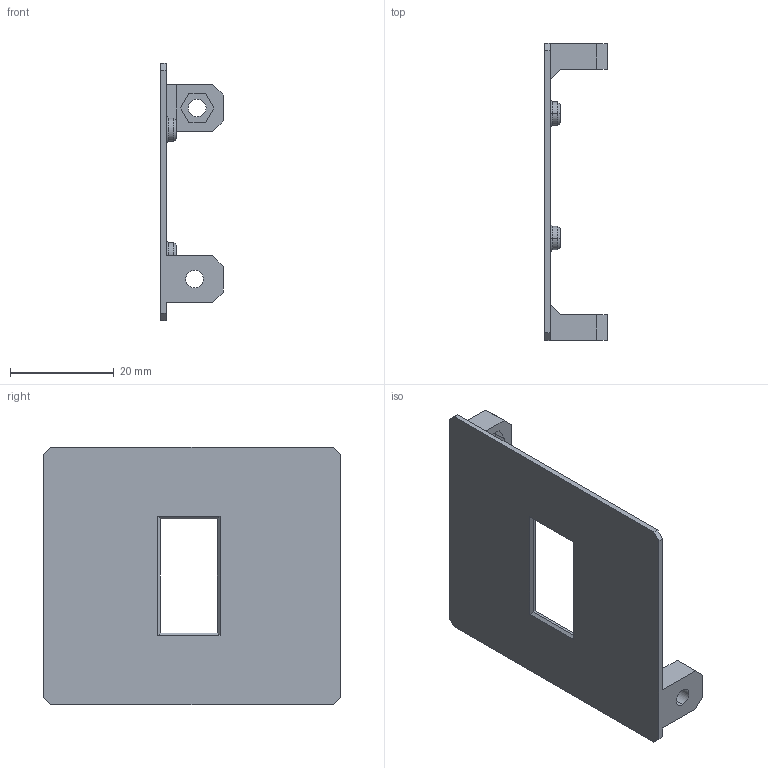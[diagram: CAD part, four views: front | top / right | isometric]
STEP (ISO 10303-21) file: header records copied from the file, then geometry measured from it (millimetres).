
FILE_DESCRIPTION (( 'STEP AP214' ), '1' );
FILE_NAME ('Box Lid.STEP', '2023-12-23T00:16:52', ( '' ), ( '' ), 'SwSTEP 2.0', 'SolidWorks 2022', '' );
FILE_SCHEMA (( 'AUTOMOTIVE_DESIGN' ));
Length unit declared in the file: millimetre
Products named in the file (1): Box Lid
Bounding box: 12 x 57.2 x 49.6 mm (x, y, z)
Volume: 3476.7 mm3; surface area: 6260.4 mm2
Topology: 1 solids, 1 shells, 90 faces, 214 edges, 136 vertices
Faces by surface type: plane 54, cylinder 20, cone 16
Entity records: 2620 total; most frequent: DIRECTION 452, CARTESIAN_POINT 441, ORIENTED_EDGE 428, EDGE_CURVE 214, LINE 158, VECTOR 158, AXIS2_PLACEMENT_3D 147, VERTEX_POINT 136
